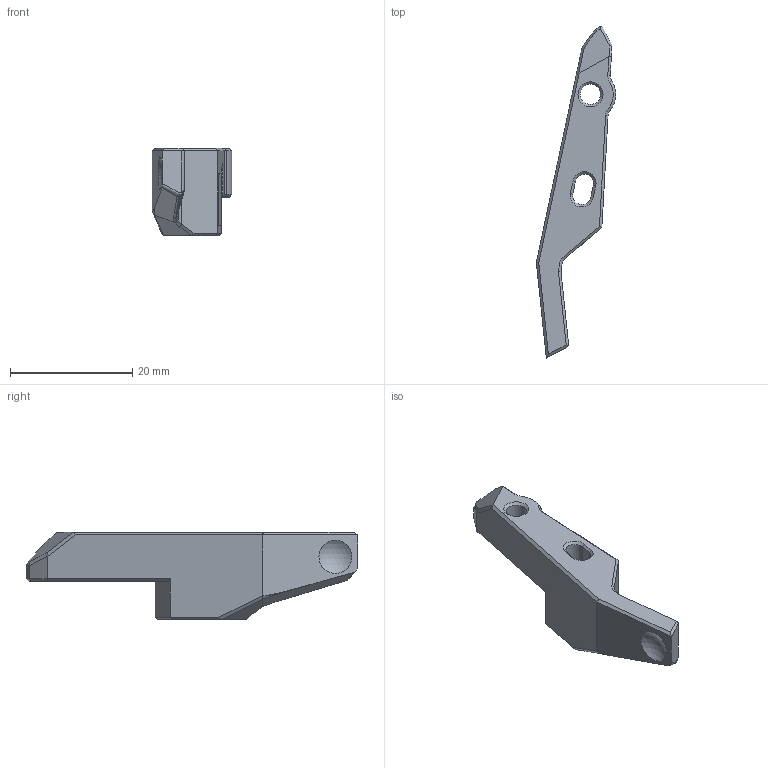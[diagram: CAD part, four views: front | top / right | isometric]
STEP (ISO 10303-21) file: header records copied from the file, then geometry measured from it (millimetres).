
FILE_DESCRIPTION(/* description */ (''),/* implementation_level */ '2;1');
FILE_NAME(/* name */ 'arm 4 degrees v3.step',/* time_stamp */ '2024-07-23T11:37:09+01:00',/* author */ (''),/* organization */ (''),/* preprocessor_version */ 'ST-DEVELOPER v20',/* originating_system */ 'Autodesk Translation Framework v13.14.0.145',/* authorisation */ '');
FILE_SCHEMA (('AUTOMOTIVE_DESIGN { 1 0 10303 214 3 1 1 }'));
Length unit declared in the file: millimetre
Products named in the file (2): arm 4 degrees; Filametrix Arm for G2E_Filametrix Arm for G2E
Assembly tree (1 placements, depth 2):
  arm 4 degrees
    Filametrix Arm for G2E_Filametrix Arm for G2E
Bounding box: 12.97 x 54.24 x 14.25 mm (x, y, z)
Volume: 2870.1 mm3; surface area: 2737.2 mm2
Topology: 2 solids, 2 shells, 134 faces, 350 edges, 221 vertices
Faces by surface type: plane 77, cylinder 27, bspline 16, cone 13, sphere 1
Full cylindrical faces by diameter (mm): 3.3 x1, 4.296 x1
Entity records: 4942 total; most frequent: CARTESIAN_POINT 1640, ORIENTED_EDGE 696, DIRECTION 628, EDGE_CURVE 348, LINE 238, VECTOR 238, VERTEX_POINT 221, AXIS2_PLACEMENT_3D 195
